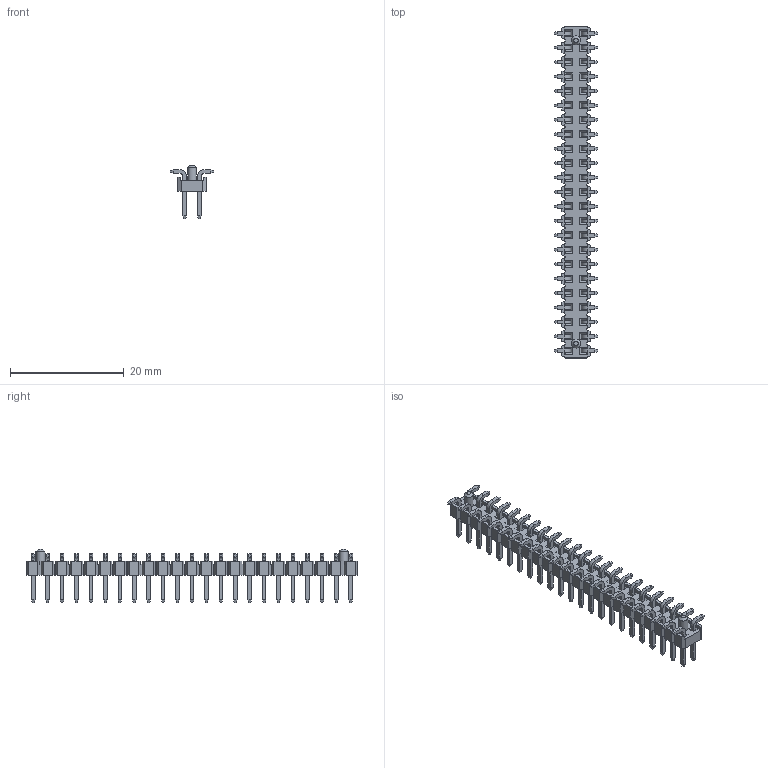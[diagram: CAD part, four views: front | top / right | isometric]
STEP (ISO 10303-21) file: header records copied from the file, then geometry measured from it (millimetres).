
FILE_DESCRIPTION(/* description */ (''),/* implementation_level */ '2;1');
FILE_NAME(/* name */ '9132-13-046-xx.stp',/* time_stamp */ '2017-02-10T10:02:33+01:00',/* author */ ('andreas.larin'),/* organization */ (''),/* preprocessor_version */ 'ST-DEVELOPER v15.6',/* originating_system */ 'Autodesk Inventor 2015',/* authorisation */ '');
FILE_SCHEMA (('AUTOMOTIVE_DESIGN { 1 0 10303 214 3 1 1 }'));
Length unit declared in the file: centimetre
Products named in the file (1): 9132-13-046-xx
Bounding box: 7.6 x 58.42 x 9.4 mm (x, y, z)
Volume: 721.4 mm3; surface area: 2009.8 mm2
Topology: 1 solids, 1 shells, 1484 faces, 3610 edges, 2222 vertices
Faces by surface type: plane 1388, cylinder 94, cone 2
Full cylindrical faces by diameter (mm): 1.58 x2
Entity records: 41976 total; most frequent: CARTESIAN_POINT 7313, ORIENTED_EDGE 7212, DIRECTION 6766, EDGE_CURVE 3606, LINE 3416, VECTOR 3416, VERTEX_POINT 2222, AXIS2_PLACEMENT_3D 1675
